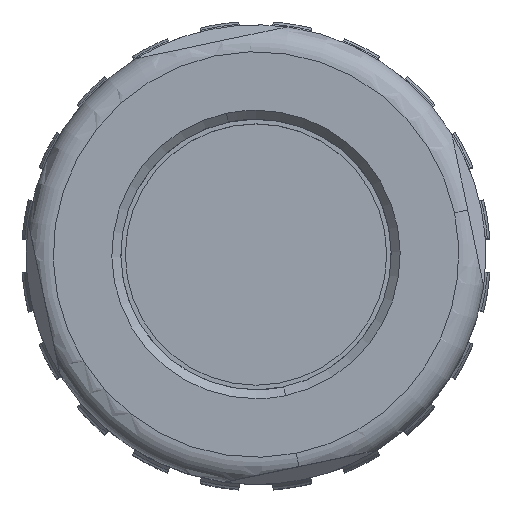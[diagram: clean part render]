
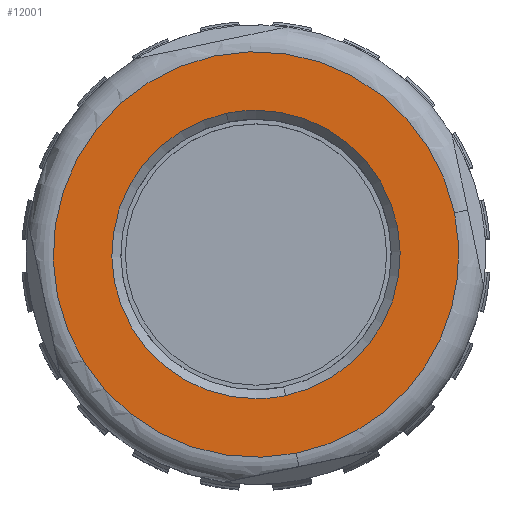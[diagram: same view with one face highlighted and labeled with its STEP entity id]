
A CAD part, top view. The second image highlights one B-rep face of the part: STEP entity #12001.
In plain terms, the highlighted planar face has unit normal (0, 0, 1).
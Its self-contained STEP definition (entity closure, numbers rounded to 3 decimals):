
#2945=CARTESIAN_POINT('',(0.,0.,0.));
#2946=DIRECTION('',(0.,0.,1.));
#2947=DIRECTION('',(0.198,-0.98,0.));
#2948=AXIS2_PLACEMENT_3D('',#2945,#2946,#2947);
#2950=CARTESIAN_POINT('',(0.,0.,0.));
#2951=DIRECTION('',(0.,0.,1.));
#2952=DIRECTION('',(-0.979,-0.205,0.));
#2953=AXIS2_PLACEMENT_3D('',#2950,#2951,#2952);
#2955=CARTESIAN_POINT('',(0.,0.,0.));
#2956=DIRECTION('',(0.,0.,1.));
#2957=DIRECTION('',(0.979,0.205,0.));
#2958=AXIS2_PLACEMENT_3D('',#2955,#2956,#2957);
#2960=CARTESIAN_POINT('',(0.,0.,0.));
#2961=DIRECTION('',(0.,0.,-1.));
#2962=DIRECTION('',(0.205,-0.979,0.));
#2963=AXIS2_PLACEMENT_3D('',#2960,#2961,#2962);
#2965=CARTESIAN_POINT('',(0.,0.,0.));
#2966=DIRECTION('',(0.,0.,-1.));
#2967=DIRECTION('',(0.,1.,0.));
#2968=AXIS2_PLACEMENT_3D('',#2965,#2966,#2967);
#2970=CARTESIAN_POINT('',(0.,0.,0.));
#2971=DIRECTION('',(0.,0.,-1.));
#2972=DIRECTION('',(-0.205,0.979,0.));
#2973=AXIS2_PLACEMENT_3D('',#2970,#2971,#2972);
#2975=CARTESIAN_POINT('',(0.,0.,0.));
#2976=DIRECTION('',(0.,0.,-1.));
#2977=DIRECTION('',(0.,-1.,0.));
#2978=AXIS2_PLACEMENT_3D('',#2975,#2976,#2977);
#7713=CARTESIAN_POINT('',(1.642,-7.83,
0.));
#7714=VERTEX_POINT('',#7713);
#7715=CARTESIAN_POINT('',(0.,8.,0.));
#7716=VERTEX_POINT('',#7715);
#7717=CARTESIAN_POINT('',(-1.642,7.83,
0.));
#7718=VERTEX_POINT('',#7717);
#7719=CARTESIAN_POINT('',(0.,-8.,
0.));
#7720=VERTEX_POINT('',#7719);
#7721=CARTESIAN_POINT('',(2.232,-11.026,0.));
#7722=CARTESIAN_POINT('',(11.011,2.309,0.));
#7723=VERTEX_POINT('',#7721);
#7724=VERTEX_POINT('',#7722);
#7725=CARTESIAN_POINT('',(-11.011,-2.309,0.));
#7726=VERTEX_POINT('',#7725);
#11981=CARTESIAN_POINT('',(0.,0.,0.));
#11982=DIRECTION('',(0.,0.,1.));
#11983=DIRECTION('',(-0.205,0.979,0.));
#11984=AXIS2_PLACEMENT_3D('',#11981,#11982,#11983);
#11985=PLANE('',#11984);
#11986=ORIENTED_EDGE('',*,*,#11949,.F.);
#11987=ORIENTED_EDGE('',*,*,#11869,.F.);
#11988=ORIENTED_EDGE('',*,*,#11867,.F.);
#11989=EDGE_LOOP('',(#11986,#11987,#11988));
#11990=FACE_OUTER_BOUND('',#11989,.F.);
#11992=ORIENTED_EDGE('',*,*,#11991,.F.);
#11994=ORIENTED_EDGE('',*,*,#11993,.F.);
#11996=ORIENTED_EDGE('',*,*,#11995,.F.);
#11998=ORIENTED_EDGE('',*,*,#11997,.F.);
#11999=EDGE_LOOP('',(#11992,#11994,#11996,#11998));
#12000=FACE_BOUND('',#11999,.F.);
#12001=ADVANCED_FACE('',(#11990,#12000),#11985,.T.);
#2949=CIRCLE('',#2948,11.25);
#2954=CIRCLE('',#2953,11.25);
#2959=CIRCLE('',#2958,11.25);
#2964=CIRCLE('',#2963,8.);
#2969=CIRCLE('',#2968,8.);
#2974=CIRCLE('',#2973,8.);
#2979=CIRCLE('',#2978,8.);
#11867=EDGE_CURVE('',#7724,#7726,#2959,.T.);
#11869=EDGE_CURVE('',#7726,#7723,#2954,.T.);
#11949=EDGE_CURVE('',#7723,#7724,#2949,.T.);
#11991=EDGE_CURVE('',#7714,#7720,#2964,.T.);
#11993=EDGE_CURVE('',#7716,#7714,#2969,.T.);
#11995=EDGE_CURVE('',#7718,#7716,#2974,.T.);
#11997=EDGE_CURVE('',#7720,#7718,#2979,.T.);
